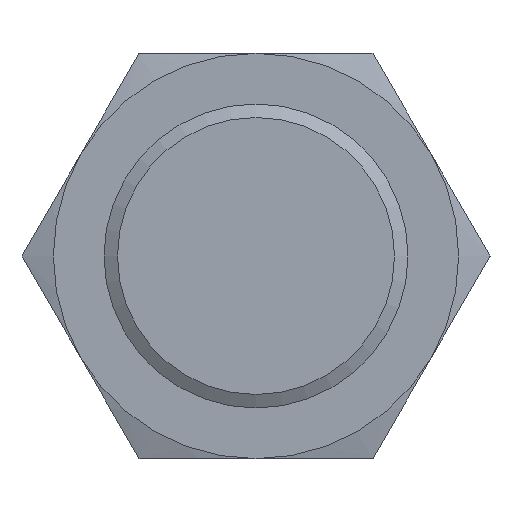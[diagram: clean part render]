
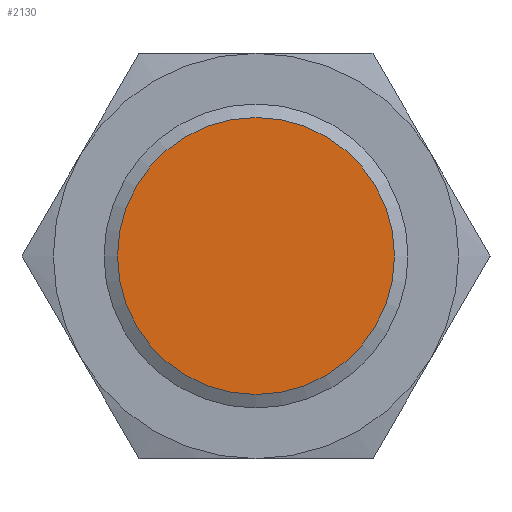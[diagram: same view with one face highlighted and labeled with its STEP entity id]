
A CAD part, front view. The second image highlights one B-rep face of the part: STEP entity #2130.
In plain terms, the highlighted planar face has unit normal (0, -1, 0).
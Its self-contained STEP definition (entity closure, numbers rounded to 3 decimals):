
#21 = DIRECTION ( 'NONE',  ( 0., -1., 0. ) ) ;
#78 = EDGE_CURVE ( 'NONE', #766, #766, #2739, .T. ) ;
#186 = DIRECTION ( 'NONE',  ( 0., 0., 1. ) ) ;
#292 = DIRECTION ( 'NONE',  ( 0., 0., -1. ) ) ;
#371 = ORIENTED_EDGE ( 'NONE', *, *, #78, .F. ) ;
#572 = CARTESIAN_POINT ( 'NONE',  ( 0., -35., 8.2 ) ) ;
#766 = VERTEX_POINT ( 'NONE', #572 ) ;
#903 = FACE_OUTER_BOUND ( 'NONE', #1506, .T. ) ;
#1166 = CARTESIAN_POINT ( 'NONE',  ( -7.929, -35., 0. ) ) ;
#1506 = EDGE_LOOP ( 'NONE', ( #371 ) ) ;
#2012 = DIRECTION ( 'NONE',  ( 0., 1., 0. ) ) ;
#2068 = AXIS2_PLACEMENT_3D ( 'NONE', #2245, #2012, #186 ) ;
#2130 = ADVANCED_FACE ( 'NONE', ( #903 ), #2291, .T. ) ;
#2245 = CARTESIAN_POINT ( 'NONE',  ( 0., -35., 0. ) ) ;
#2291 = PLANE ( 'NONE',  #2350 ) ;
#2350 = AXIS2_PLACEMENT_3D ( 'NONE', #1166, #21, #292 ) ;
#2739 = CIRCLE ( 'NONE', #2068, 8.2 ) ;
